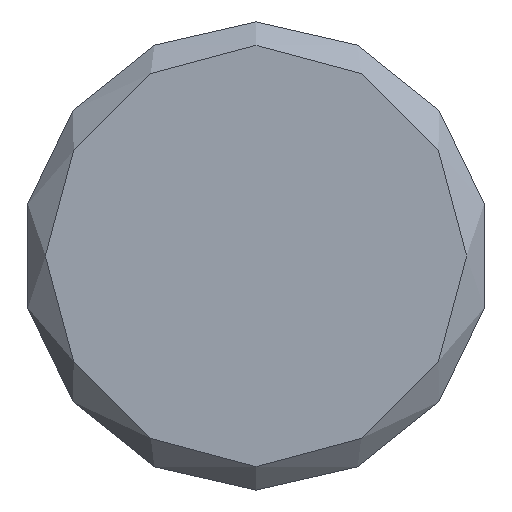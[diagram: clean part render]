
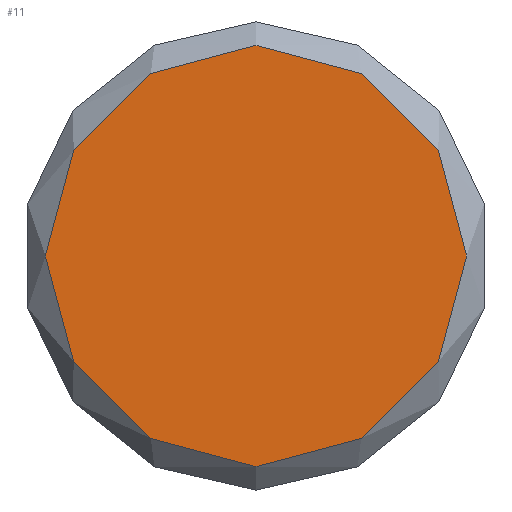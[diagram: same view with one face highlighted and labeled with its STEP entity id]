
A CAD part, left-side view. The second image highlights one B-rep face of the part: STEP entity #11.
In plain terms, the highlighted planar face has unit normal (-1, 0, 0).
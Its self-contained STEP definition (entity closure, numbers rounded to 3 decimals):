
#11 = ADVANCED_FACE ( 'NONE', ( #46 ), #138, .F. ) ;
#16 = AXIS2_PLACEMENT_3D ( 'NONE', #170, #132, #131 ) ;
#18 = EDGE_CURVE ( 'NONE', #158, #158, #53, .T. ) ;
#24 = AXIS2_PLACEMENT_3D ( 'NONE', #115, #119, #140 ) ;
#46 = FACE_OUTER_BOUND ( 'NONE', #107, .T. ) ;
#53 = CIRCLE ( 'NONE', #24, 4.5 ) ;
#98 = ORIENTED_EDGE ( 'NONE', *, *, #18, .T. ) ;
#107 = EDGE_LOOP ( 'NONE', ( #98 ) ) ;
#115 = CARTESIAN_POINT ( 'NONE',  ( -3000., 0., 0. ) ) ;
#119 = DIRECTION ( 'NONE',  ( -1., 0., 0. ) ) ;
#131 = DIRECTION ( 'NONE',  ( 0., 0., -1. ) ) ;
#132 = DIRECTION ( 'NONE',  ( 1., 0., 0. ) ) ;
#136 = CARTESIAN_POINT ( 'NONE',  ( -3000., 0., -4.5 ) ) ;
#138 = PLANE ( 'NONE',  #16 ) ;
#140 = DIRECTION ( 'NONE',  ( 0., 0., -1. ) ) ;
#158 = VERTEX_POINT ( 'NONE', #136 ) ;
#170 = CARTESIAN_POINT ( 'NONE',  ( -3000., 0., 0. ) ) ;
